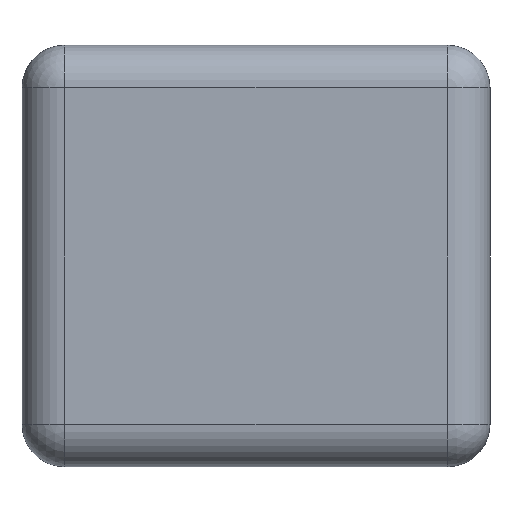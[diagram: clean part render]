
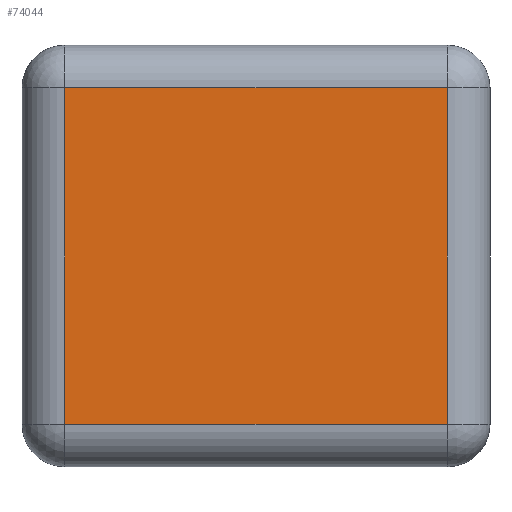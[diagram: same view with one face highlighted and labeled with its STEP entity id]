
A CAD part, front view. The second image highlights one B-rep face of the part: STEP entity #74044.
In plain terms, the highlighted planar face has unit normal (0, -1, 0).
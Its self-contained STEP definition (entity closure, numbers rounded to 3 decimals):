
#1926 = DIRECTION ( 'NONE',  ( 1., 0., 0. ) ) ;
#2955 = EDGE_CURVE ( 'NONE', #59642, #10261, #66960, .T. ) ;
#4757 = VECTOR ( 'NONE', #54790, 1000. ) ;
#6339 = VECTOR ( 'NONE', #80744, 1000. ) ;
#8118 = CARTESIAN_POINT ( 'NONE',  ( -359.336, -271.367, 0. ) ) ;
#10261 = VERTEX_POINT ( 'NONE', #37266 ) ;
#10267 = DIRECTION ( 'NONE',  ( 0., 0., -1. ) ) ;
#10455 = CARTESIAN_POINT ( 'NONE',  ( 0., -271.367, -315.997 ) ) ;
#11264 = CARTESIAN_POINT ( 'NONE',  ( -359.336, -271.367, -315.997 ) ) ;
#14460 = CARTESIAN_POINT ( 'NONE',  ( 359.336, -271.367, 315.997 ) ) ;
#16555 = ORIENTED_EDGE ( 'NONE', *, *, #87450, .T. ) ;
#19293 = AXIS2_PLACEMENT_3D ( 'NONE', #53936, #67225, #10267 ) ;
#24488 = PLANE ( 'NONE',  #19293 ) ;
#31102 = ORIENTED_EDGE ( 'NONE', *, *, #88074, .T. ) ;
#31896 = VERTEX_POINT ( 'NONE', #14460 ) ;
#36913 = LINE ( 'NONE', #73011, #72237 ) ;
#36978 = VECTOR ( 'NONE', #1926, 1000. ) ;
#37266 = CARTESIAN_POINT ( 'NONE',  ( 359.336, -271.367, -315.997 ) ) ;
#40530 = LINE ( 'NONE', #77119, #4757 ) ;
#44715 = CARTESIAN_POINT ( 'NONE',  ( -359.336, -271.367, 315.997 ) ) ;
#44763 = EDGE_CURVE ( 'NONE', #31896, #62317, #36913, .T. ) ;
#52988 = FACE_OUTER_BOUND ( 'NONE', #81568, .T. ) ;
#53936 = CARTESIAN_POINT ( 'NONE',  ( 0., -271.367, 0. ) ) ;
#54790 = DIRECTION ( 'NONE',  ( 0., 0., 1. ) ) ;
#59586 = ORIENTED_EDGE ( 'NONE', *, *, #44763, .T. ) ;
#59642 = VERTEX_POINT ( 'NONE', #11264 ) ;
#62317 = VERTEX_POINT ( 'NONE', #44715 ) ;
#66960 = LINE ( 'NONE', #10455, #36978 ) ;
#67225 = DIRECTION ( 'NONE',  ( 0., -1., 0. ) ) ;
#72237 = VECTOR ( 'NONE', #73935, 1000. ) ;
#73011 = CARTESIAN_POINT ( 'NONE',  ( 0., -271.367, 315.997 ) ) ;
#73620 = LINE ( 'NONE', #8118, #6339 ) ;
#73935 = DIRECTION ( 'NONE',  ( -1., 0., 0. ) ) ;
#74044 = ADVANCED_FACE ( 'NONE', ( #52988 ), #24488, .T. ) ;
#77119 = CARTESIAN_POINT ( 'NONE',  ( 359.336, -271.367, 0. ) ) ;
#80744 = DIRECTION ( 'NONE',  ( 0., 0., -1. ) ) ;
#81568 = EDGE_LOOP ( 'NONE', ( #16555, #59586, #31102, #92610 ) ) ;
#87450 = EDGE_CURVE ( 'NONE', #10261, #31896, #40530, .T. ) ;
#88074 = EDGE_CURVE ( 'NONE', #62317, #59642, #73620, .T. ) ;
#92610 = ORIENTED_EDGE ( 'NONE', *, *, #2955, .T. ) ;
